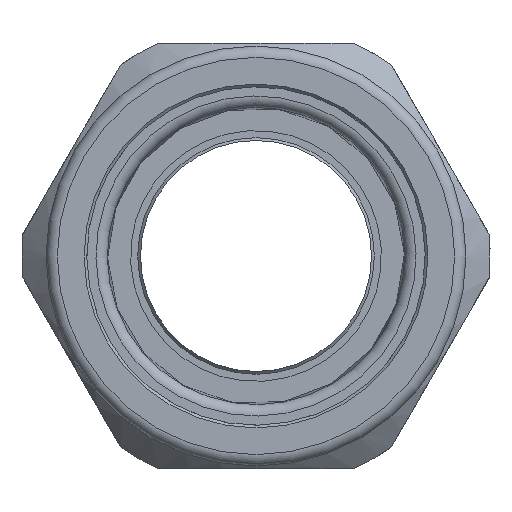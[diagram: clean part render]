
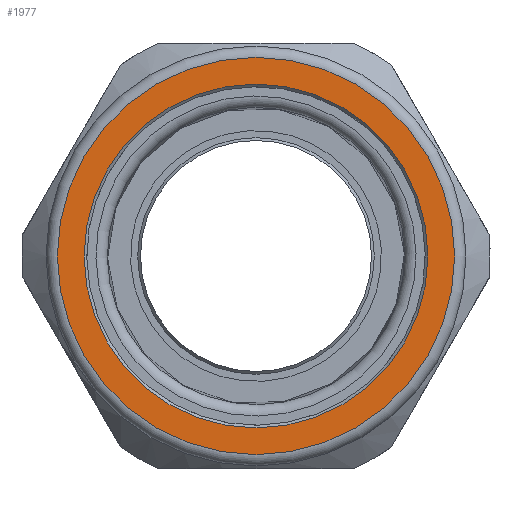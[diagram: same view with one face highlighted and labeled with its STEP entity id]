
A CAD part, left-side view. The second image highlights one B-rep face of the part: STEP entity #1977.
In plain terms, the highlighted planar face has unit normal (-1, 0, 0).
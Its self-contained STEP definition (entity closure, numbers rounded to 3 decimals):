
#230 = ORIENTED_EDGE ( 'NONE', *, *, #1265, .T. ) ;
#234 = ORIENTED_EDGE ( 'NONE', *, *, #1115, .T. ) ;
#352 = DIRECTION ( 'NONE',  ( 1., 0., 0. ) ) ;
#839 = VERTEX_POINT ( 'NONE', #1620 ) ;
#1115 = EDGE_CURVE ( 'NONE', #1434, #1434, #1575, .T. ) ;
#1136 = CIRCLE ( 'NONE', #1564, 17.5 ) ;
#1265 = EDGE_CURVE ( 'NONE', #839, #839, #1136, .T. ) ;
#1288 = FACE_OUTER_BOUND ( 'NONE', #1373, .T. ) ;
#1373 = EDGE_LOOP ( 'NONE', ( #230 ) ) ;
#1434 = VERTEX_POINT ( 'NONE', #2342 ) ;
#1564 = AXIS2_PLACEMENT_3D ( 'NONE', #2019, #2036, #2040 ) ;
#1575 = CIRCLE ( 'NONE', #1686, 15.15 ) ;
#1620 = CARTESIAN_POINT ( 'NONE',  ( -40.75, 0., -17.5 ) ) ;
#1686 = AXIS2_PLACEMENT_3D ( 'NONE', #1723, #1730, #1732 ) ;
#1722 = PLANE ( 'NONE',  #2272 ) ;
#1723 = CARTESIAN_POINT ( 'NONE',  ( -40.75, 0., 0. ) ) ;
#1730 = DIRECTION ( 'NONE',  ( 1., 0., 0. ) ) ;
#1732 = DIRECTION ( 'NONE',  ( 0., 0., -1. ) ) ;
#1743 = CARTESIAN_POINT ( 'NONE',  ( -40.75, 0., 0. ) ) ;
#1760 = DIRECTION ( 'NONE',  ( 0., 0., -1. ) ) ;
#1771 = FACE_BOUND ( 'NONE', #2396, .T. ) ;
#1977 = ADVANCED_FACE ( 'NONE', ( #1771, #1288 ), #1722, .F. ) ;
#2019 = CARTESIAN_POINT ( 'NONE',  ( -40.75, 0., 0. ) ) ;
#2036 = DIRECTION ( 'NONE',  ( -1., 0., 0. ) ) ;
#2040 = DIRECTION ( 'NONE',  ( 0., 0., -1. ) ) ;
#2272 = AXIS2_PLACEMENT_3D ( 'NONE', #1743, #352, #1760 ) ;
#2342 = CARTESIAN_POINT ( 'NONE',  ( -40.75, 0., -15.15 ) ) ;
#2396 = EDGE_LOOP ( 'NONE', ( #234 ) ) ;
